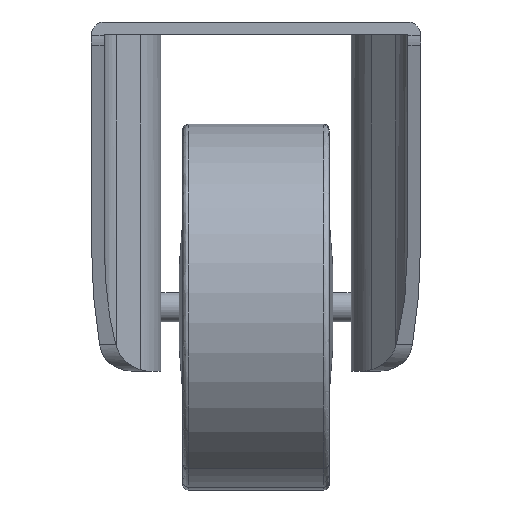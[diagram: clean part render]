
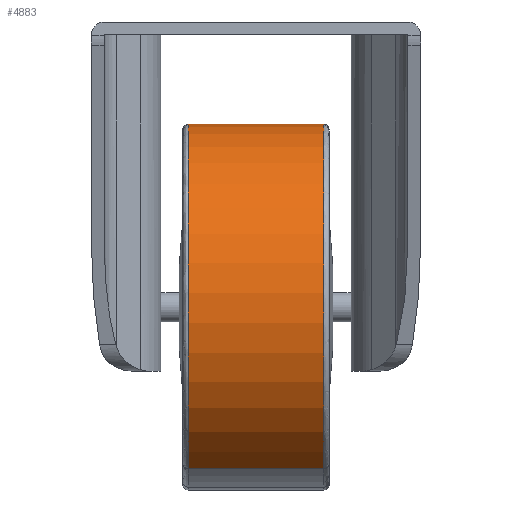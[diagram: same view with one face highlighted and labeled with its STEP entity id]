
A CAD part, left-side view. The second image highlights one B-rep face of the part: STEP entity #4883.
In plain terms, the highlighted cylindrical face has radius 50 mm (diameter 100 mm), a partial arc.
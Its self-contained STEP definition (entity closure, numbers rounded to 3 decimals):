
#446 = DIRECTION ( 'NONE',  ( 0., 0., 1. ) ) ;
#727 = LINE ( 'NONE', #3329, #4581 ) ;
#861 = DIRECTION ( 'NONE',  ( 0., -1., 0. ) ) ;
#1011 = EDGE_CURVE ( 'NONE', #3303, #6415, #6480, .T. ) ;
#1021 = DIRECTION ( 'NONE',  ( 0., 1., 0. ) ) ;
#1100 = EDGE_CURVE ( 'NONE', #1841, #7211, #3809, .T. ) ;
#1320 = CARTESIAN_POINT ( 'NONE',  ( -23.484, -18.5, 5.858 ) ) ;
#1484 = EDGE_CURVE ( 'NONE', #7211, #3303, #727, .T. ) ;
#1634 = CARTESIAN_POINT ( 'NONE',  ( 0., -9.25, 50. ) ) ;
#1647 = EDGE_CURVE ( 'NONE', #1841, #6415, #5376, .T. ) ;
#1841 = VERTEX_POINT ( 'NONE', #1979 ) ;
#1979 = CARTESIAN_POINT ( 'NONE',  ( 0., -18.5, 100. ) ) ;
#2319 = CARTESIAN_POINT ( 'NONE',  ( 0., -9.25, 100. ) ) ;
#2529 = AXIS2_PLACEMENT_3D ( 'NONE', #1634, #7411, #446 ) ;
#2602 = DIRECTION ( 'NONE',  ( 0., 0., 1. ) ) ;
#2748 = AXIS2_PLACEMENT_3D ( 'NONE', #3659, #861, #6599 ) ;
#3303 = VERTEX_POINT ( 'NONE', #4680 ) ;
#3329 = CARTESIAN_POINT ( 'NONE',  ( -23.484, 0., 5.858 ) ) ;
#3332 = ORIENTED_EDGE ( 'NONE', *, *, #1647, .T. ) ;
#3659 = CARTESIAN_POINT ( 'NONE',  ( 0., -18.5, 50. ) ) ;
#3664 = AXIS2_PLACEMENT_3D ( 'NONE', #4821, #6001, #2602 ) ;
#3809 = CIRCLE ( 'NONE', #2748, 50. ) ;
#4085 = DIRECTION ( 'NONE',  ( 0., 1., 0. ) ) ;
#4189 = FACE_OUTER_BOUND ( 'NONE', #5444, .T. ) ;
#4383 = ORIENTED_EDGE ( 'NONE', *, *, #1100, .F. ) ;
#4581 = VECTOR ( 'NONE', #1021, 1000. ) ;
#4680 = CARTESIAN_POINT ( 'NONE',  ( -23.484, 18.5, 5.858 ) ) ;
#4821 = CARTESIAN_POINT ( 'NONE',  ( 0., 18.5, 50. ) ) ;
#4883 = ADVANCED_FACE ( 'NONE', ( #4189 ), #5017, .T. ) ;
#5017 = CYLINDRICAL_SURFACE ( 'NONE', #2529, 50. ) ;
#5376 = LINE ( 'NONE', #2319, #6267 ) ;
#5444 = EDGE_LOOP ( 'NONE', ( #4383, #3332, #6382, #6115 ) ) ;
#5822 = CARTESIAN_POINT ( 'NONE',  ( 0., 18.5, 100. ) ) ;
#6001 = DIRECTION ( 'NONE',  ( 0., 1., 0. ) ) ;
#6115 = ORIENTED_EDGE ( 'NONE', *, *, #1484, .F. ) ;
#6267 = VECTOR ( 'NONE', #4085, 1000. ) ;
#6382 = ORIENTED_EDGE ( 'NONE', *, *, #1011, .F. ) ;
#6415 = VERTEX_POINT ( 'NONE', #5822 ) ;
#6480 = CIRCLE ( 'NONE', #3664, 50. ) ;
#6599 = DIRECTION ( 'NONE',  ( 0., 0., 1. ) ) ;
#7211 = VERTEX_POINT ( 'NONE', #1320 ) ;
#7411 = DIRECTION ( 'NONE',  ( 0., 1., 0. ) ) ;
